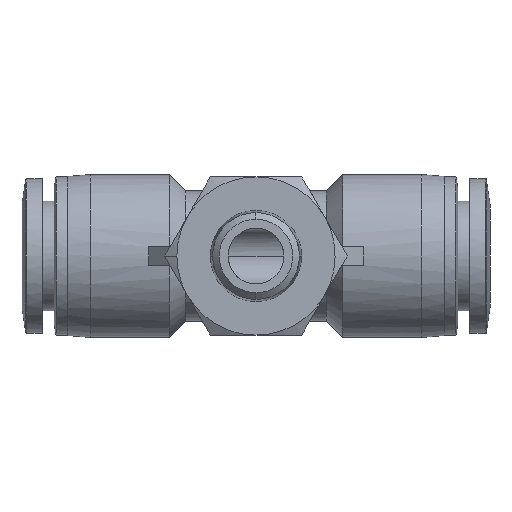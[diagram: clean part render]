
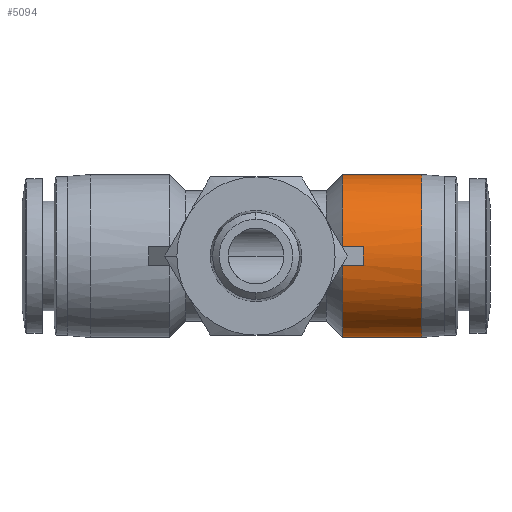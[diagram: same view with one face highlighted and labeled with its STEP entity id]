
A CAD part, front view. The second image highlights one B-rep face of the part: STEP entity #5094.
In plain terms, the highlighted cylindrical face has radius 8.75 mm (diameter 17.5 mm), a partial arc.
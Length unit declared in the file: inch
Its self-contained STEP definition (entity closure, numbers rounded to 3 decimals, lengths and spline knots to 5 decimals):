
#8 = CARTESIAN_POINT ( 'NONE',  ( 0.45501, 0.26801, 0.03937 ) ) ;
#57 = LINE ( 'NONE', #1261, #6660 ) ;
#126 = DIRECTION ( 'NONE',  ( 0., 0., -1. ) ) ;
#217 = EDGE_LOOP ( 'NONE', ( #311, #5085, #3614, #1358, #5229, #2099, #2328, #5948 ) ) ;
#311 = ORIENTED_EDGE ( 'NONE', *, *, #1318, .F. ) ;
#567 = CARTESIAN_POINT ( 'NONE',  ( 0.36614, 0.61024, 0.34449 ) ) ;
#621 = CARTESIAN_POINT ( 'NONE',  ( 0.45199, 0.26499, -0.01312 ) ) ;
#640 = VERTEX_POINT ( 'NONE', #3230 ) ;
#663 = DIRECTION ( 'NONE',  ( 1., 0., 0. ) ) ;
#723 = CARTESIAN_POINT ( 'NONE',  ( 0.36614, 0.26801, -0.03937 ) ) ;
#804 = VERTEX_POINT ( 'NONE', #1743 ) ;
#937 = AXIS2_PLACEMENT_3D ( 'NONE', #5114, #1769, #5694 ) ;
#963 = CARTESIAN_POINT ( 'NONE',  ( 0.36614, 0.61024, -0.34449 ) ) ;
#1088 = DIRECTION ( 'NONE',  ( -1., 0., 0. ) ) ;
#1092 = DIRECTION ( 'NONE',  ( 1., 0., 0. ) ) ;
#1172 = CARTESIAN_POINT ( 'NONE',  ( 0.37111, 0.26801, 0.03937 ) ) ;
#1261 = CARTESIAN_POINT ( 'NONE',  ( 0.53346, 0.61024, 0.34449 ) ) ;
#1307 = EDGE_CURVE ( 'NONE', #3876, #640, #2145, .T. ) ;
#1318 = EDGE_CURVE ( 'NONE', #1413, #2571, #57, .T. ) ;
#1358 = ORIENTED_EDGE ( 'NONE', *, *, #5823, .F. ) ;
#1363 = VERTEX_POINT ( 'NONE', #963 ) ;
#1365 = DIRECTION ( 'NONE',  ( -1., 0., 0. ) ) ;
#1406 = VERTEX_POINT ( 'NONE', #723 ) ;
#1413 = VERTEX_POINT ( 'NONE', #567 ) ;
#1550 = EDGE_CURVE ( 'NONE', #804, #1406, #6579, .T. ) ;
#1743 = CARTESIAN_POINT ( 'NONE',  ( 0.45501, 0.26801, -0.03937 ) ) ;
#1749 = CARTESIAN_POINT ( 'NONE',  ( 0.53346, 0.61024, -0.34449 ) ) ;
#1769 = DIRECTION ( 'NONE',  ( -1., 0., 0. ) ) ;
#2099 = ORIENTED_EDGE ( 'NONE', *, *, #6207, .F. ) ;
#2137 = DIRECTION ( 'NONE',  ( -1., 0., 0. ) ) ;
#2145 = LINE ( 'NONE', #1172, #3130 ) ;
#2313 = CARTESIAN_POINT ( 'NONE',  ( 0.45501, 0.26801, 0.03937 ) ) ;
#2328 = ORIENTED_EDGE ( 'NONE', *, *, #5838, .T. ) ;
#2571 = VERTEX_POINT ( 'NONE', #2745 ) ;
#2582 = VERTEX_POINT ( 'NONE', #6723 ) ;
#2745 = CARTESIAN_POINT ( 'NONE',  ( 0.70079, 0.61024, 0.34449 ) ) ;
#2814 = CARTESIAN_POINT ( 'NONE',  ( 0.37111, 0.26801, -0.03937 ) ) ;
#3130 = VECTOR ( 'NONE', #1365, 39.37008 ) ;
#3230 = CARTESIAN_POINT ( 'NONE',  ( 0.36614, 0.26801, 0.03937 ) ) ;
#3305 = CARTESIAN_POINT ( 'NONE',  ( 0.70079, 0.61024, 0. ) ) ;
#3419 = AXIS2_PLACEMENT_3D ( 'NONE', #4431, #1088, #4974 ) ;
#3614 = ORIENTED_EDGE ( 'NONE', *, *, #1307, .F. ) ;
#3631 = CIRCLE ( 'NONE', #937, 0.34449 ) ;
#3847 = DIRECTION ( 'NONE',  ( 0., 1., 0. ) ) ;
#3854 = B_SPLINE_CURVE_WITH_KNOTS ( 'NONE', 3,
 ( #3957, #621, #5664, #2313 ),
 .UNSPECIFIED., .F., .F.,
 ( 4, 4 ),
 ( 0., 1. ),
 .UNSPECIFIED. ) ;
#3876 = VERTEX_POINT ( 'NONE', #8 ) ;
#3957 = CARTESIAN_POINT ( 'NONE',  ( 0.45501, 0.26801, -0.03937 ) ) ;
#4431 = CARTESIAN_POINT ( 'NONE',  ( 0.36614, 0.61024, 0. ) ) ;
#4764 = FACE_OUTER_BOUND ( 'NONE', #217, .T. ) ;
#4974 = DIRECTION ( 'NONE',  ( 0., 1., 0. ) ) ;
#5085 = ORIENTED_EDGE ( 'NONE', *, *, #5892, .F. ) ;
#5094 = ADVANCED_FACE ( 'NONE', ( #4764 ), #6927, .T. ) ;
#5095 = CIRCLE ( 'NONE', #3419, 0.34449 ) ;
#5106 = LINE ( 'NONE', #1749, #6470 ) ;
#5114 = CARTESIAN_POINT ( 'NONE',  ( 0.36614, 0.61024, 0. ) ) ;
#5132 = CARTESIAN_POINT ( 'NONE',  ( 0.53346, 0.61024, 0. ) ) ;
#5229 = ORIENTED_EDGE ( 'NONE', *, *, #1550, .T. ) ;
#5530 = AXIS2_PLACEMENT_3D ( 'NONE', #3305, #7252, #3847 ) ;
#5610 = AXIS2_PLACEMENT_3D ( 'NONE', #5132, #663, #126 ) ;
#5664 = CARTESIAN_POINT ( 'NONE',  ( 0.45199, 0.26499, 0.01312 ) ) ;
#5694 = DIRECTION ( 'NONE',  ( 0., 1., 0. ) ) ;
#5823 = EDGE_CURVE ( 'NONE', #804, #3876, #3854, .T. ) ;
#5838 = EDGE_CURVE ( 'NONE', #1363, #2582, #5106, .T. ) ;
#5892 = EDGE_CURVE ( 'NONE', #640, #1413, #3631, .T. ) ;
#5948 = ORIENTED_EDGE ( 'NONE', *, *, #6857, .F. ) ;
#6143 = CIRCLE ( 'NONE', #5530, 0.34449 ) ;
#6207 = EDGE_CURVE ( 'NONE', #1363, #1406, #5095, .T. ) ;
#6254 = DIRECTION ( 'NONE',  ( 1., 0., 0. ) ) ;
#6398 = VECTOR ( 'NONE', #2137, 39.37008 ) ;
#6470 = VECTOR ( 'NONE', #6254, 39.37008 ) ;
#6579 = LINE ( 'NONE', #2814, #6398 ) ;
#6660 = VECTOR ( 'NONE', #1092, 39.37008 ) ;
#6723 = CARTESIAN_POINT ( 'NONE',  ( 0.70079, 0.61024, -0.34449 ) ) ;
#6857 = EDGE_CURVE ( 'NONE', #2571, #2582, #6143, .T. ) ;
#6927 = CYLINDRICAL_SURFACE ( 'NONE', #5610, 0.34449 ) ;
#7252 = DIRECTION ( 'NONE',  ( 1., 0., 0. ) ) ;
